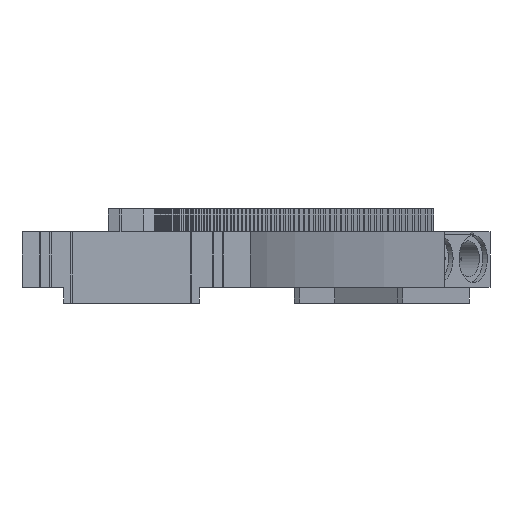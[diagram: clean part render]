
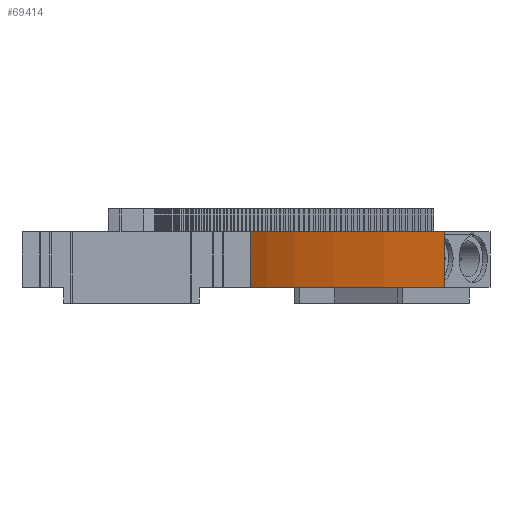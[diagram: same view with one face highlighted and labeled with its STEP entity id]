
A CAD part, front view. The second image highlights one B-rep face of the part: STEP entity #69414.
In plain terms, the highlighted cylindrical face has radius 184.1 mm (diameter 368.2 mm), a partial arc.
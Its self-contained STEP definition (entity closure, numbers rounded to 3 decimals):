
#314 = PLANE('',#315);
#315 = AXIS2_PLACEMENT_3D('',#316,#317,#318);
#316 = CARTESIAN_POINT('',(-7.134,-0.324,3.4));
#317 = DIRECTION('',(0.,0.,-1.));
#318 = DIRECTION('',(0.316,0.949,0.));
#36193 = EDGE_CURVE('',#36194,#36196,#36198,.T.);
#36194 = VERTEX_POINT('',#36195);
#36195 = CARTESIAN_POINT('',(-0.8,-47.57,3.4));
#36196 = VERTEX_POINT('',#36197);
#36197 = CARTESIAN_POINT('',(26.28,33.672,3.4));
#36198 = SURFACE_CURVE('',#36199,(#36204,#36211),.PCURVE_S1.);
#36199 = CIRCLE('',#36200,184.1);
#36200 = AXIS2_PLACEMENT_3D('',#36201,#36202,#36203);
#36201 = CARTESIAN_POINT('',(182.603,-63.57,3.4));
#36202 = DIRECTION('',(0.,0.,-1.));
#36203 = DIRECTION('',(-1.,0.,0.));
#36204 = PCURVE('',#314,#36205);
#36205 = DEFINITIONAL_REPRESENTATION('',(#36206),#36210);
#36206 = CIRCLE('',#36207,184.1);
#36207 = AXIS2_PLACEMENT_2D('',#36208,#36209);
#36208 = CARTESIAN_POINT('',(0.,200.));
#36209 = DIRECTION('',(-0.316,-0.949));
#36210 = ( GEOMETRIC_REPRESENTATION_CONTEXT(2) 
PARAMETRIC_REPRESENTATION_CONTEXT() REPRESENTATION_CONTEXT('2D SPACE',''
  ) );
#36211 = PCURVE('',#36212,#36217);
#36212 = CYLINDRICAL_SURFACE('',#36213,184.1);
#36213 = AXIS2_PLACEMENT_3D('',#36214,#36215,#36216);
#36214 = CARTESIAN_POINT('',(182.603,-63.57,3.4));
#36215 = DIRECTION('',(0.,0.,-1.));
#36216 = DIRECTION('',(-1.,0.,0.));
#36217 = DEFINITIONAL_REPRESENTATION('',(#36218),#36222);
#36218 = LINE('',#36219,#36220);
#36219 = CARTESIAN_POINT('',(0.,0.));
#36220 = VECTOR('',#36221,1.);
#36221 = DIRECTION('',(1.,0.));
#36222 = ( GEOMETRIC_REPRESENTATION_CONTEXT(2) 
PARAMETRIC_REPRESENTATION_CONTEXT() REPRESENTATION_CONTEXT('2D SPACE',''
  ) );
#36240 = PLANE('',#36241);
#36241 = AXIS2_PLACEMENT_3D('',#36242,#36243,#36244);
#36242 = CARTESIAN_POINT('',(14.603,-47.57,-4.4));
#36243 = DIRECTION('',(0.,1.,0.));
#36244 = DIRECTION('',(0.,0.,1.));
#44554 = PLANE('',#44555);
#44555 = AXIS2_PLACEMENT_3D('',#44556,#44557,#44558);
#44556 = CARTESIAN_POINT('',(-12.597,62.83,-4.4));
#44557 = DIRECTION('',(-0.6,-0.8,0.));
#44558 = DIRECTION('',(0.,0.,1.));
#68047 = PLANE('',#68048);
#68048 = AXIS2_PLACEMENT_3D('',#68049,#68050,#68051);
#68049 = CARTESIAN_POINT('',(-7.134,-0.324,-4.4));
#68050 = DIRECTION('',(-0.,-0.,1.));
#68051 = DIRECTION('',(0.316,0.949,0.));
#69414 = ADVANCED_FACE('',(#69415),#36212,.F.);
#69415 = FACE_BOUND('',#69416,.F.);
#69416 = EDGE_LOOP('',(#69417,#69440,#69441,#69464));
#69417 = ORIENTED_EDGE('',*,*,#69418,.F.);
#69418 = EDGE_CURVE('',#36194,#69419,#69421,.T.);
#69419 = VERTEX_POINT('',#69420);
#69420 = CARTESIAN_POINT('',(-0.8,-47.57,-4.4));
#69421 = SURFACE_CURVE('',#69422,(#69426,#69433),.PCURVE_S1.);
#69422 = LINE('',#69423,#69424);
#69423 = CARTESIAN_POINT('',(-0.8,-47.57,3.4));
#69424 = VECTOR('',#69425,1.);
#69425 = DIRECTION('',(0.,0.,-1.));
#69426 = PCURVE('',#36212,#69427);
#69427 = DEFINITIONAL_REPRESENTATION('',(#69428),#69432);
#69428 = LINE('',#69429,#69430);
#69429 = CARTESIAN_POINT('',(0.087,0.));
#69430 = VECTOR('',#69431,1.);
#69431 = DIRECTION('',(0.,1.));
#69432 = ( GEOMETRIC_REPRESENTATION_CONTEXT(2) 
PARAMETRIC_REPRESENTATION_CONTEXT() REPRESENTATION_CONTEXT('2D SPACE',''
  ) );
#69433 = PCURVE('',#36240,#69434);
#69434 = DEFINITIONAL_REPRESENTATION('',(#69435),#69439);
#69435 = LINE('',#69436,#69437);
#69436 = CARTESIAN_POINT('',(7.8,-15.403));
#69437 = VECTOR('',#69438,1.);
#69438 = DIRECTION('',(-1.,0.));
#69439 = ( GEOMETRIC_REPRESENTATION_CONTEXT(2) 
PARAMETRIC_REPRESENTATION_CONTEXT() REPRESENTATION_CONTEXT('2D SPACE',''
  ) );
#69440 = ORIENTED_EDGE('',*,*,#36193,.T.);
#69441 = ORIENTED_EDGE('',*,*,#69442,.T.);
#69442 = EDGE_CURVE('',#36196,#69443,#69445,.T.);
#69443 = VERTEX_POINT('',#69444);
#69444 = CARTESIAN_POINT('',(26.28,33.672,-4.4));
#69445 = SURFACE_CURVE('',#69446,(#69450,#69457),.PCURVE_S1.);
#69446 = LINE('',#69447,#69448);
#69447 = CARTESIAN_POINT('',(26.28,33.672,3.4));
#69448 = VECTOR('',#69449,1.);
#69449 = DIRECTION('',(0.,0.,-1.));
#69450 = PCURVE('',#36212,#69451);
#69451 = DEFINITIONAL_REPRESENTATION('',(#69452),#69456);
#69452 = LINE('',#69453,#69454);
#69453 = CARTESIAN_POINT('',(0.556,0.));
#69454 = VECTOR('',#69455,1.);
#69455 = DIRECTION('',(0.,1.));
#69456 = ( GEOMETRIC_REPRESENTATION_CONTEXT(2) 
PARAMETRIC_REPRESENTATION_CONTEXT() REPRESENTATION_CONTEXT('2D SPACE',''
  ) );
#69457 = PCURVE('',#44554,#69458);
#69458 = DEFINITIONAL_REPRESENTATION('',(#69459),#69463);
#69459 = LINE('',#69460,#69461);
#69460 = CARTESIAN_POINT('',(7.8,-48.597));
#69461 = VECTOR('',#69462,1.);
#69462 = DIRECTION('',(-1.,-0.));
#69463 = ( GEOMETRIC_REPRESENTATION_CONTEXT(2) 
PARAMETRIC_REPRESENTATION_CONTEXT() REPRESENTATION_CONTEXT('2D SPACE',''
  ) );
#69464 = ORIENTED_EDGE('',*,*,#69465,.F.);
#69465 = EDGE_CURVE('',#69419,#69443,#69466,.T.);
#69466 = SURFACE_CURVE('',#69467,(#69472,#69479),.PCURVE_S1.);
#69467 = CIRCLE('',#69468,184.1);
#69468 = AXIS2_PLACEMENT_3D('',#69469,#69470,#69471);
#69469 = CARTESIAN_POINT('',(182.603,-63.57,-4.4));
#69470 = DIRECTION('',(0.,0.,-1.));
#69471 = DIRECTION('',(-1.,0.,0.));
#69472 = PCURVE('',#36212,#69473);
#69473 = DEFINITIONAL_REPRESENTATION('',(#69474),#69478);
#69474 = LINE('',#69475,#69476);
#69475 = CARTESIAN_POINT('',(0.,7.8));
#69476 = VECTOR('',#69477,1.);
#69477 = DIRECTION('',(1.,0.));
#69478 = ( GEOMETRIC_REPRESENTATION_CONTEXT(2) 
PARAMETRIC_REPRESENTATION_CONTEXT() REPRESENTATION_CONTEXT('2D SPACE',''
  ) );
#69479 = PCURVE('',#68047,#69480);
#69480 = DEFINITIONAL_REPRESENTATION('',(#69481),#69489);
#69481 = ( BOUNDED_CURVE() B_SPLINE_CURVE(2,(#69482,#69483,#69484,#69485
    ,#69486,#69487,#69488),.UNSPECIFIED.,.T.,.F.) 
B_SPLINE_CURVE_WITH_KNOTS((1,2,2,2,2,1),(-2.094,0.,
    2.094,4.189,6.283,8.378),
.UNSPECIFIED.) CURVE() GEOMETRIC_REPRESENTATION_ITEM() 
RATIONAL_B_SPLINE_CURVE((1.,0.5,1.,0.5,1.,0.5,1.)) REPRESENTATION_ITEM(
  '') );
#69482 = CARTESIAN_POINT('',(-58.218,-25.347));
#69483 = CARTESIAN_POINT('',(244.29,75.488));
#69484 = CARTESIAN_POINT('',(180.362,-236.908));
#69485 = CARTESIAN_POINT('',(116.435,-549.305));
#69486 = CARTESIAN_POINT('',(-122.145,-337.744));
#69487 = CARTESIAN_POINT('',(-360.725,-126.183));
#69488 = CARTESIAN_POINT('',(-58.218,-25.347));
#69489 = ( GEOMETRIC_REPRESENTATION_CONTEXT(2) 
PARAMETRIC_REPRESENTATION_CONTEXT() REPRESENTATION_CONTEXT('2D SPACE',''
  ) );
